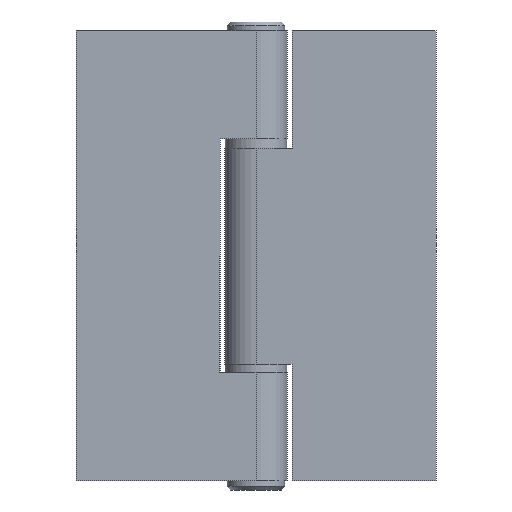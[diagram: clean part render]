
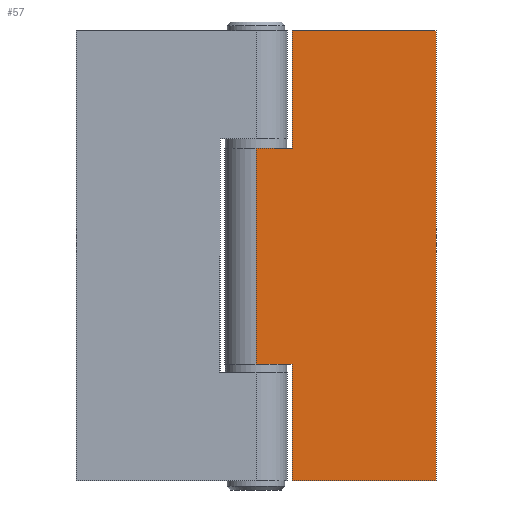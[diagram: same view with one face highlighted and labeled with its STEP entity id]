
A CAD part, front view. The second image highlights one B-rep face of the part: STEP entity #57.
In plain terms, the highlighted planar face has unit normal (0, -1, 0).
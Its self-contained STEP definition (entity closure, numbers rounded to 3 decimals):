
#2 = VERTEX_POINT ( 'NONE', #146 ) ;
#3 = ORIENTED_EDGE ( 'NONE', *, *, #67, .T. ) ;
#7 = EDGE_CURVE ( 'NONE', #121, #69, #144, .T. ) ;
#8 = ORIENTED_EDGE ( 'NONE', *, *, #120, .F. ) ;
#54 = VERTEX_POINT ( 'NONE', #200 ) ;
#57 = ADVANCED_FACE ( 'NONE', ( #199 ), #193, .F. ) ;
#58 = EDGE_LOOP ( 'NONE', ( #59, #92, #94, #81, #82, #3, #80, #8 ) ) ;
#59 = ORIENTED_EDGE ( 'NONE', *, *, #90, .T. ) ;
#67 = EDGE_CURVE ( 'NONE', #68, #69, #237, .T. ) ;
#68 = VERTEX_POINT ( 'NONE', #233 ) ;
#69 = VERTEX_POINT ( 'NONE', #232 ) ;
#80 = ORIENTED_EDGE ( 'NONE', *, *, #7, .F. ) ;
#81 = ORIENTED_EDGE ( 'NONE', *, *, #84, .T. ) ;
#82 = ORIENTED_EDGE ( 'NONE', *, *, #83, .T. ) ;
#83 = EDGE_CURVE ( 'NONE', #2, #68, #278, .T. ) ;
#84 = EDGE_CURVE ( 'NONE', #86, #2, #274, .T. ) ;
#86 = VERTEX_POINT ( 'NONE', #265 ) ;
#90 = EDGE_CURVE ( 'NONE', #117, #91, #262, .T. ) ;
#91 = VERTEX_POINT ( 'NONE', #258 ) ;
#92 = ORIENTED_EDGE ( 'NONE', *, *, #93, .T. ) ;
#93 = EDGE_CURVE ( 'NONE', #91, #54, #257, .T. ) ;
#94 = ORIENTED_EDGE ( 'NONE', *, *, #112, .T. ) ;
#112 = EDGE_CURVE ( 'NONE', #54, #86, #284, .T. ) ;
#117 = VERTEX_POINT ( 'NONE', #327 ) ;
#120 = EDGE_CURVE ( 'NONE', #117, #121, #325, .T. ) ;
#121 = VERTEX_POINT ( 'NONE', #321 ) ;
#141 = DIRECTION ( 'NONE',  ( 0., 0., -1. ) ) ;
#142 = VECTOR ( 'NONE', #141, 1000. ) ;
#143 = CARTESIAN_POINT ( 'NONE',  ( 100., -17.25, 125. ) ) ;
#144 = LINE ( 'NONE', #143, #142 ) ;
#146 = CARTESIAN_POINT ( 'NONE',  ( 20., -17.25, -60. ) ) ;
#189 = DIRECTION ( 'NONE',  ( -1., 0., 0. ) ) ;
#190 = DIRECTION ( 'NONE',  ( 0., 1., 0. ) ) ;
#191 = CARTESIAN_POINT ( 'NONE',  ( 0., -17.25, 125. ) ) ;
#192 = AXIS2_PLACEMENT_3D ( 'NONE', #191, #190, #189 ) ;
#193 = PLANE ( 'NONE',  #192 ) ;
#199 = FACE_OUTER_BOUND ( 'NONE', #58, .T. ) ;
#200 = CARTESIAN_POINT ( 'NONE',  ( 0., -17.25, 60. ) ) ;
#232 = CARTESIAN_POINT ( 'NONE',  ( 100., -17.25, -125. ) ) ;
#233 = CARTESIAN_POINT ( 'NONE',  ( 20., -17.25, -125. ) ) ;
#234 = DIRECTION ( 'NONE',  ( 1., 0., 0. ) ) ;
#235 = VECTOR ( 'NONE', #234, 1000. ) ;
#236 = CARTESIAN_POINT ( 'NONE',  ( 0., -17.25, -125. ) ) ;
#237 = LINE ( 'NONE', #236, #235 ) ;
#254 = DIRECTION ( 'NONE',  ( -1., 0., 0. ) ) ;
#255 = VECTOR ( 'NONE', #254, 1000. ) ;
#256 = CARTESIAN_POINT ( 'NONE',  ( 0., -17.25, 60. ) ) ;
#257 = LINE ( 'NONE', #256, #255 ) ;
#258 = CARTESIAN_POINT ( 'NONE',  ( 20., -17.25, 60. ) ) ;
#259 = DIRECTION ( 'NONE',  ( 0., 0., -1. ) ) ;
#260 = VECTOR ( 'NONE', #259, 1000. ) ;
#261 = CARTESIAN_POINT ( 'NONE',  ( 20., -17.25, 125. ) ) ;
#262 = LINE ( 'NONE', #261, #260 ) ;
#265 = CARTESIAN_POINT ( 'NONE',  ( 0., -17.25, -60. ) ) ;
#271 = DIRECTION ( 'NONE',  ( 1., 0., 0. ) ) ;
#272 = VECTOR ( 'NONE', #271, 1000. ) ;
#273 = CARTESIAN_POINT ( 'NONE',  ( 0., -17.25, -60. ) ) ;
#274 = LINE ( 'NONE', #273, #272 ) ;
#275 = DIRECTION ( 'NONE',  ( 0., 0., -1. ) ) ;
#276 = VECTOR ( 'NONE', #275, 1000. ) ;
#277 = CARTESIAN_POINT ( 'NONE',  ( 20., -17.25, 125. ) ) ;
#278 = LINE ( 'NONE', #277, #276 ) ;
#281 = DIRECTION ( 'NONE',  ( 0., 0., -1. ) ) ;
#282 = VECTOR ( 'NONE', #281, 1000. ) ;
#283 = CARTESIAN_POINT ( 'NONE',  ( 0., -17.25, 125. ) ) ;
#284 = LINE ( 'NONE', #283, #282 ) ;
#321 = CARTESIAN_POINT ( 'NONE',  ( 100., -17.25, 125. ) ) ;
#322 = DIRECTION ( 'NONE',  ( 1., 0., 0. ) ) ;
#323 = VECTOR ( 'NONE', #322, 1000. ) ;
#324 = CARTESIAN_POINT ( 'NONE',  ( 0., -17.25, 125. ) ) ;
#325 = LINE ( 'NONE', #324, #323 ) ;
#327 = CARTESIAN_POINT ( 'NONE',  ( 20., -17.25, 125. ) ) ;
